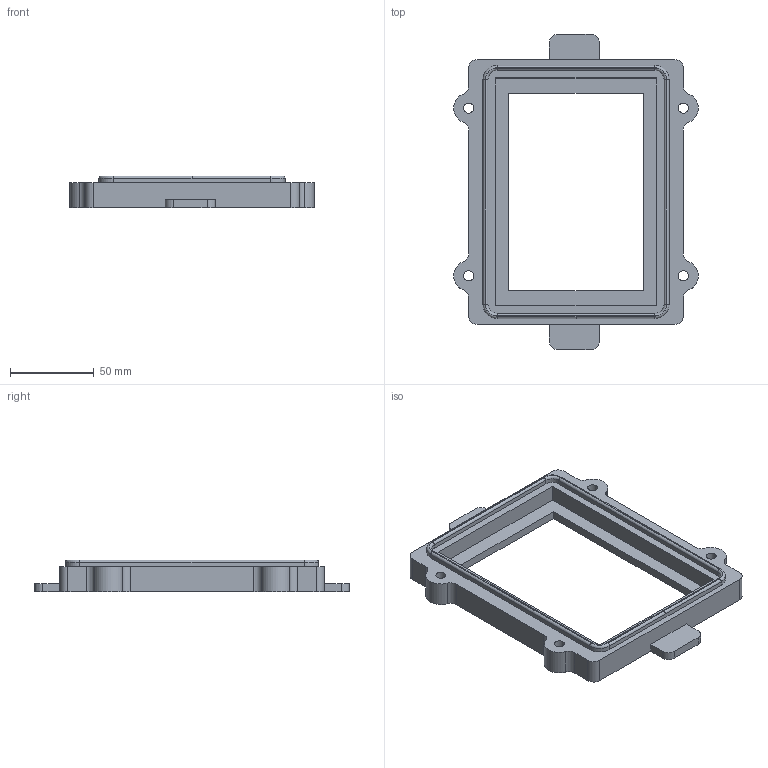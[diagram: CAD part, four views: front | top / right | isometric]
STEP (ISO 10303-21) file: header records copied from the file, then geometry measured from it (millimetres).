
FILE_DESCRIPTION(('FreeCAD Model'),'2;1');
FILE_NAME('FlexiVATBase.step','2015-08-03T14:40:02',('Author'),(''), 'Open CASCADE STEP processor 6.8','FreeCAD','Unknown');
FILE_SCHEMA(('AUTOMOTIVE_DESIGN_CC2 { 1 2 10303 214 -1 1 5 4 }'));
Length unit declared in the file: millimetre
Products named in the file (2): ASSEMBLY; FlexiVATBase
Assembly tree (1 placements, depth 2):
  ASSEMBLY
    FlexiVATBase
Bounding box: 146 x 188 x 19 mm (x, y, z)
Volume: 141527.3 mm3; surface area: 44433.6 mm2
Topology: 1 solids, 1 shells, 86 faces, 227 edges, 146 vertices
Faces by surface type: cylinder 41, plane 37, torus 8
Full cylindrical faces by diameter (mm): 6 x4
Entity records: 6680 total; most frequent: CARTESIAN_POINT 2081, DIRECTION 878, LINE 492, VECTOR 492, ORIENTED_EDGE 454, PCURVE 454, DEFINITIONAL_REPRESENTATION 454, EDGE_CURVE 227
